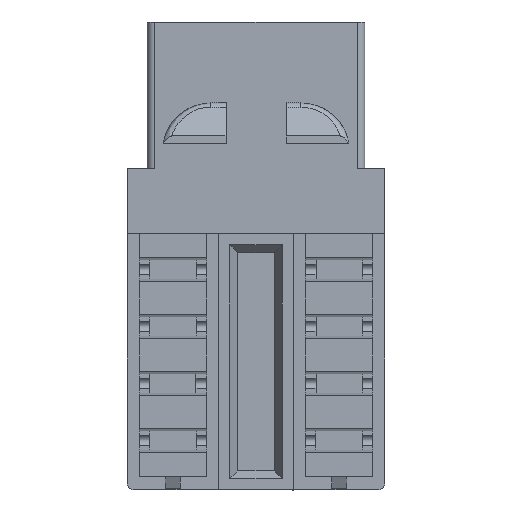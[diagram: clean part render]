
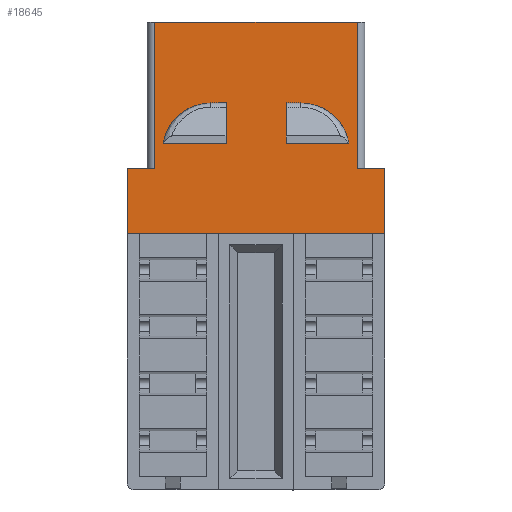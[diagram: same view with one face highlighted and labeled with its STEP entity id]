
A CAD part, front view. The second image highlights one B-rep face of the part: STEP entity #18645.
In plain terms, the highlighted planar face has unit normal (0, -1, 0).
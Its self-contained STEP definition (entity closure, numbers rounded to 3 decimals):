
#1754 = CARTESIAN_POINT ( 'NONE',  ( -6.75, -8., -9.75 ) ) ;
#1800 = CARTESIAN_POINT ( 'NONE',  ( -3., -8., -5.4 ) ) ;
#2511 = LINE ( 'NONE', #21198, #2512 ) ;
#2512 = VECTOR ( 'NONE', #21199, 1000. ) ;
#2676 = LINE ( 'NONE', #11005, #2678 ) ;
#2678 = VECTOR ( 'NONE', #11006, 1000. ) ;
#2776 = LINE ( 'NONE', #11150, #2779 ) ;
#2779 = VECTOR ( 'NONE', #11151, 1000. ) ;
#4282 = FACE_BOUND ( 'NONE', #16331, .T. ) ;
#4286 = FACE_OUTER_BOUND ( 'NONE', #16335, .T. ) ;
#4288 = FACE_BOUND ( 'NONE', #16322, .T. ) ;
#6917 = DIRECTION ( 'NONE',  ( 0., 1., 0. ) ) ;
#6923 = CARTESIAN_POINT ( 'NONE',  ( 8.6, -8., -14.1 ) ) ;
#6925 = PLANE ( 'NONE',  #18401 ) ;
#6927 = DIRECTION ( 'NONE',  ( 0., 0., 1. ) ) ;
#11005 = CARTESIAN_POINT ( 'NONE',  ( 8.6, -8., 0. ) ) ;
#11006 = DIRECTION ( 'NONE',  ( -1., 0., 0. ) ) ;
#11150 = CARTESIAN_POINT ( 'NONE',  ( 8.6, -8., -14.1 ) ) ;
#11151 = DIRECTION ( 'NONE',  ( -1., 0., 0. ) ) ;
#12018 = VERTEX_POINT ( 'NONE', #15350 ) ;
#12036 = VERTEX_POINT ( 'NONE', #15611 ) ;
#12040 = VERTEX_POINT ( 'NONE', #15597 ) ;
#12261 = VERTEX_POINT ( 'NONE', #13209 ) ;
#12966 = CARTESIAN_POINT ( 'NONE',  ( 2., -8., -8.1 ) ) ;
#13124 = CARTESIAN_POINT ( 'NONE',  ( -6.75, -8., 0. ) ) ;
#13129 = CARTESIAN_POINT ( 'NONE',  ( 6.75, -8., 0. ) ) ;
#13209 = CARTESIAN_POINT ( 'NONE',  ( -2., -8., -8.1 ) ) ;
#13735 = CARTESIAN_POINT ( 'NONE',  ( -2., -8., -5.4 ) ) ;
#14203 = VERTEX_POINT ( 'NONE', #12966 ) ;
#14867 = VERTEX_POINT ( 'NONE', #13124 ) ;
#14870 = VERTEX_POINT ( 'NONE', #13129 ) ;
#14951 = VERTEX_POINT ( 'NONE', #13735 ) ;
#15153 = VERTEX_POINT ( 'NONE', #16044 ) ;
#15159 = VERTEX_POINT ( 'NONE', #15869 ) ;
#15185 = VERTEX_POINT ( 'NONE', #15887 ) ;
#15294 = VERTEX_POINT ( 'NONE', #15875 ) ;
#15295 = VERTEX_POINT ( 'NONE', #15877 ) ;
#15338 = VERTEX_POINT ( 'NONE', #16056 ) ;
#15350 = CARTESIAN_POINT ( 'NONE',  ( 6.75, -8., -9.75 ) ) ;
#15597 = CARTESIAN_POINT ( 'NONE',  ( -8.6, -8., -9.75 ) ) ;
#15611 = CARTESIAN_POINT ( 'NONE',  ( -6.2, -8., -8.1 ) ) ;
#15869 = CARTESIAN_POINT ( 'NONE',  ( 8.6, -8., -9.75 ) ) ;
#15875 = CARTESIAN_POINT ( 'NONE',  ( 2., -8., -5.4 ) ) ;
#15877 = CARTESIAN_POINT ( 'NONE',  ( -8.6, -8., -14.1 ) ) ;
#15887 = CARTESIAN_POINT ( 'NONE',  ( 3., -8., -5.4 ) ) ;
#16044 = CARTESIAN_POINT ( 'NONE',  ( 6.2, -8., -8.1 ) ) ;
#16056 = CARTESIAN_POINT ( 'NONE',  ( 8.6, -8., -14.1 ) ) ;
#16322 = EDGE_LOOP ( 'NONE', ( #16736, #16735, #16734, #16733 ) ) ;
#16331 = EDGE_LOOP ( 'NONE', ( #16740, #16739, #16738, #16737 ) ) ;
#16335 = EDGE_LOOP ( 'NONE', ( #16732, #16731, #16730, #16729, #16728, #16727, #16726, #16725 ) ) ;
#16725 = ORIENTED_EDGE ( 'NONE', *, *, #19568, .T. ) ;
#16726 = ORIENTED_EDGE ( 'NONE', *, *, #19569, .F. ) ;
#16727 = ORIENTED_EDGE ( 'NONE', *, *, #19570, .F. ) ;
#16728 = ORIENTED_EDGE ( 'NONE', *, *, #19877, .F. ) ;
#16729 = ORIENTED_EDGE ( 'NONE', *, *, #19678, .T. ) ;
#16730 = ORIENTED_EDGE ( 'NONE', *, *, #19656, .F. ) ;
#16731 = ORIENTED_EDGE ( 'NONE', *, *, #19571, .T. ) ;
#16732 = ORIENTED_EDGE ( 'NONE', *, *, #19821, .T. ) ;
#16733 = ORIENTED_EDGE ( 'NONE', *, *, #19572, .T. ) ;
#16734 = ORIENTED_EDGE ( 'NONE', *, *, #19573, .T. ) ;
#16735 = ORIENTED_EDGE ( 'NONE', *, *, #19574, .T. ) ;
#16736 = ORIENTED_EDGE ( 'NONE', *, *, #19614, .F. ) ;
#16737 = ORIENTED_EDGE ( 'NONE', *, *, #19575, .T. ) ;
#16738 = ORIENTED_EDGE ( 'NONE', *, *, #19599, .T. ) ;
#16739 = ORIENTED_EDGE ( 'NONE', *, *, #19576, .T. ) ;
#16740 = ORIENTED_EDGE ( 'NONE', *, *, #19610, .F. ) ;
#18401 = AXIS2_PLACEMENT_3D ( 'NONE', #6923, #6917, #6927 ) ;
#18439 = AXIS2_PLACEMENT_3D ( 'NONE', #20966, #20967, #20968 ) ;
#18440 = AXIS2_PLACEMENT_3D ( 'NONE', #20976, #20977, #20978 ) ;
#18645 = ADVANCED_FACE ( 'NONE', ( #4282, #4288, #4286 ), #6925, .F. ) ;
#19568 = EDGE_CURVE ( 'NONE', #12018, #14870, #22814, .T. ) ;
#19569 = EDGE_CURVE ( 'NONE', #12018, #15159, #22802, .T. ) ;
#19570 = EDGE_CURVE ( 'NONE', #15159, #15338, #22818, .T. ) ;
#19571 = EDGE_CURVE ( 'NONE', #14867, #20752, #22820, .T. ) ;
#19572 = EDGE_CURVE ( 'NONE', #12036, #20798, #22822, .T. ) ;
#19573 = EDGE_CURVE ( 'NONE', #12261, #12036, #22816, .T. ) ;
#19574 = EDGE_CURVE ( 'NONE', #14951, #12261, #22825, .T. ) ;
#19575 = EDGE_CURVE ( 'NONE', #14203, #15294, #22827, .T. ) ;
#19576 = EDGE_CURVE ( 'NONE', #15185, #15153, #22824, .T. ) ;
#19599 = EDGE_CURVE ( 'NONE', #15153, #14203, #22867, .T. ) ;
#19610 = EDGE_CURVE ( 'NONE', #15185, #15294, #22883, .T. ) ;
#19614 = EDGE_CURVE ( 'NONE', #14951, #20798, #22891, .T. ) ;
#19656 = EDGE_CURVE ( 'NONE', #12040, #20752, #22975, .T. ) ;
#19678 = EDGE_CURVE ( 'NONE', #12040, #15295, #2511, .T. ) ;
#19821 = EDGE_CURVE ( 'NONE', #14870, #14867, #2676, .T. ) ;
#19877 = EDGE_CURVE ( 'NONE', #15338, #15295, #2776, .T. ) ;
#20752 = VERTEX_POINT ( 'NONE', #1754 ) ;
#20798 = VERTEX_POINT ( 'NONE', #1800 ) ;
#20938 = CARTESIAN_POINT ( 'NONE',  ( 8.6, -8., -9.75 ) ) ;
#20956 = CARTESIAN_POINT ( 'NONE',  ( 6.75, -8., -14.1 ) ) ;
#20957 = DIRECTION ( 'NONE',  ( -1., 0., 0. ) ) ;
#20958 = DIRECTION ( 'NONE',  ( 0., 0., 1. ) ) ;
#20959 = DIRECTION ( 'NONE',  ( 1., 0., 0. ) ) ;
#20960 = CARTESIAN_POINT ( 'NONE',  ( 8.6, -8., -14.1 ) ) ;
#20961 = DIRECTION ( 'NONE',  ( 0., 0., -1. ) ) ;
#20962 = CARTESIAN_POINT ( 'NONE',  ( -6.75, -8., -14.1 ) ) ;
#20963 = DIRECTION ( 'NONE',  ( 0., 0., -1. ) ) ;
#20965 = CARTESIAN_POINT ( 'NONE',  ( 6.2, -8., -8.1 ) ) ;
#20966 = CARTESIAN_POINT ( 'NONE',  ( -3., -8., -8.646 ) ) ;
#20967 = DIRECTION ( 'NONE',  ( 0., 1., 0. ) ) ;
#20968 = DIRECTION ( 'NONE',  ( 0., 0., 1. ) ) ;
#20969 = CARTESIAN_POINT ( 'NONE',  ( -2., -8., -5.4 ) ) ;
#20970 = DIRECTION ( 'NONE',  ( 0., 0., -1. ) ) ;
#20971 = CARTESIAN_POINT ( 'NONE',  ( 2., -8., -5.4 ) ) ;
#20973 = DIRECTION ( 'NONE',  ( 0., 0., 1. ) ) ;
#20976 = CARTESIAN_POINT ( 'NONE',  ( 3., -8., -8.646 ) ) ;
#20977 = DIRECTION ( 'NONE',  ( 0., 1., 0. ) ) ;
#20978 = DIRECTION ( 'NONE',  ( 0., 0., 1. ) ) ;
#21028 = CARTESIAN_POINT ( 'NONE',  ( 6.2, -8., -8.1 ) ) ;
#21029 = DIRECTION ( 'NONE',  ( -1., 0., 0. ) ) ;
#21060 = CARTESIAN_POINT ( 'NONE',  ( 6.2, -8., -5.4 ) ) ;
#21062 = DIRECTION ( 'NONE',  ( -1., 0., 0. ) ) ;
#21068 = CARTESIAN_POINT ( 'NONE',  ( 6.2, -8., -5.4 ) ) ;
#21070 = DIRECTION ( 'NONE',  ( -1., 0., 0. ) ) ;
#21138 = DIRECTION ( 'NONE',  ( 1., 0., 0. ) ) ;
#21148 = CARTESIAN_POINT ( 'NONE',  ( -8.6, -8., -9.75 ) ) ;
#21198 = CARTESIAN_POINT ( 'NONE',  ( -8.6, -8., -14.1 ) ) ;
#21199 = DIRECTION ( 'NONE',  ( 0., 0., -1. ) ) ;
#22802 = LINE ( 'NONE', #20938, #22819 ) ;
#22814 = LINE ( 'NONE', #20956, #22817 ) ;
#22816 = LINE ( 'NONE', #20965, #22826 ) ;
#22817 = VECTOR ( 'NONE', #20958, 1000. ) ;
#22818 = LINE ( 'NONE', #20960, #22821 ) ;
#22819 = VECTOR ( 'NONE', #20959, 1000. ) ;
#22820 = LINE ( 'NONE', #20962, #22823 ) ;
#22821 = VECTOR ( 'NONE', #20961, 1000. ) ;
#22822 = CIRCLE ( 'NONE', #18439, 3.246 ) ;
#22823 = VECTOR ( 'NONE', #20963, 1000. ) ;
#22824 = CIRCLE ( 'NONE', #18440, 3.246 ) ;
#22825 = LINE ( 'NONE', #20969, #22828 ) ;
#22826 = VECTOR ( 'NONE', #20957, 1000. ) ;
#22827 = LINE ( 'NONE', #20971, #22830 ) ;
#22828 = VECTOR ( 'NONE', #20970, 1000. ) ;
#22830 = VECTOR ( 'NONE', #20973, 1000. ) ;
#22867 = LINE ( 'NONE', #21028, #22870 ) ;
#22870 = VECTOR ( 'NONE', #21029, 1000. ) ;
#22883 = LINE ( 'NONE', #21060, #22886 ) ;
#22886 = VECTOR ( 'NONE', #21062, 1000. ) ;
#22891 = LINE ( 'NONE', #21068, #22894 ) ;
#22894 = VECTOR ( 'NONE', #21070, 1000. ) ;
#22975 = LINE ( 'NONE', #21148, #22977 ) ;
#22977 = VECTOR ( 'NONE', #21138, 1000. ) ;
